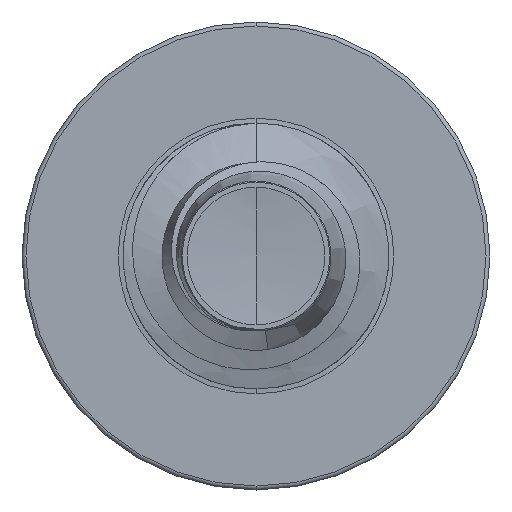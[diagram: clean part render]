
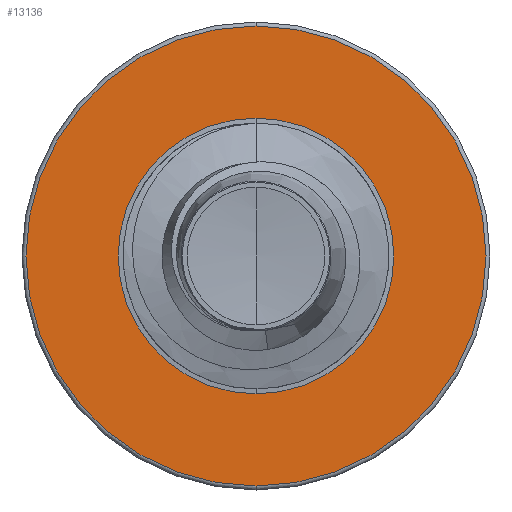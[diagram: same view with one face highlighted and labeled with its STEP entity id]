
A CAD part, front view. The second image highlights one B-rep face of the part: STEP entity #13136.
In plain terms, the highlighted planar face has unit normal (0, -1, 0).
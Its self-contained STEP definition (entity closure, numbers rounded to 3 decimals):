
#225 = VERTEX_POINT ( 'NONE', #15719 ) ;
#834 = DIRECTION ( 'NONE',  ( 0., 0., 1. ) ) ;
#1251 = EDGE_CURVE ( 'NONE', #10366, #225, #13578, .T. ) ;
#1725 = AXIS2_PLACEMENT_3D ( 'NONE', #8234, #16796, #9692 ) ;
#2076 = VERTEX_POINT ( 'NONE', #8845 ) ;
#4036 = ORIENTED_EDGE ( 'NONE', *, *, #1251, .F. ) ;
#5649 = AXIS2_PLACEMENT_3D ( 'NONE', #15822, #16890, #9811 ) ;
#7625 = FACE_BOUND ( 'NONE', #9817, .T. ) ;
#7873 = ORIENTED_EDGE ( 'NONE', *, *, #14791, .T. ) ;
#8234 = CARTESIAN_POINT ( 'NONE',  ( 0., 8., 0. ) ) ;
#8451 = ORIENTED_EDGE ( 'NONE', *, *, #15002, .T. ) ;
#8845 = CARTESIAN_POINT ( 'NONE',  ( 0., 8., -1.296 ) ) ;
#8971 = CIRCLE ( 'NONE', #15286, 1.296 ) ;
#9692 = DIRECTION ( 'NONE',  ( 0., 0., 1. ) ) ;
#9811 = DIRECTION ( 'NONE',  ( 0., 0., 1. ) ) ;
#9817 = EDGE_LOOP ( 'NONE', ( #8451, #7873 ) ) ;
#9946 = DIRECTION ( 'NONE',  ( 0., 0., 1. ) ) ;
#9951 = DIRECTION ( 'NONE',  ( 0., 1., 0. ) ) ;
#9964 = CARTESIAN_POINT ( 'NONE',  ( 0., 8., 0. ) ) ;
#10271 = DIRECTION ( 'NONE',  ( 0., 1., 0. ) ) ;
#10366 = VERTEX_POINT ( 'NONE', #14433 ) ;
#10940 = DIRECTION ( 'NONE',  ( 0., 1., 0. ) ) ;
#10952 = AXIS2_PLACEMENT_3D ( 'NONE', #17694, #10940, #834 ) ;
#11656 = AXIS2_PLACEMENT_3D ( 'NONE', #9964, #9951, #9946 ) ;
#12633 = ORIENTED_EDGE ( 'NONE', *, *, #12981, .F. ) ;
#12726 = CARTESIAN_POINT ( 'NONE',  ( 0., 8., 1.296 ) ) ;
#12981 = EDGE_CURVE ( 'NONE', #225, #10366, #14874, .T. ) ;
#13136 = ADVANCED_FACE ( 'NONE', ( #17062, #7625 ), #13416, .F. ) ;
#13416 = PLANE ( 'NONE',  #5649 ) ;
#13578 = CIRCLE ( 'NONE', #11656, 2.163 ) ;
#14433 = CARTESIAN_POINT ( 'NONE',  ( 0., 8., 2.163 ) ) ;
#14791 = EDGE_CURVE ( 'NONE', #2076, #16198, #8971, .T. ) ;
#14874 = CIRCLE ( 'NONE', #1725, 2.163 ) ;
#15002 = EDGE_CURVE ( 'NONE', #16198, #2076, #17035, .T. ) ;
#15286 = AXIS2_PLACEMENT_3D ( 'NONE', #17245, #10271, #18093 ) ;
#15719 = CARTESIAN_POINT ( 'NONE',  ( 0., 8., -2.162 ) ) ;
#15822 = CARTESIAN_POINT ( 'NONE',  ( 0., 8., -1.296 ) ) ;
#16198 = VERTEX_POINT ( 'NONE', #12726 ) ;
#16796 = DIRECTION ( 'NONE',  ( 0., 1., 0. ) ) ;
#16890 = DIRECTION ( 'NONE',  ( 0., 1., 0. ) ) ;
#17035 = CIRCLE ( 'NONE', #10952, 1.296 ) ;
#17062 = FACE_OUTER_BOUND ( 'NONE', #18096, .T. ) ;
#17245 = CARTESIAN_POINT ( 'NONE',  ( 0., 8., 0. ) ) ;
#17694 = CARTESIAN_POINT ( 'NONE',  ( 0., 8., 0. ) ) ;
#18093 = DIRECTION ( 'NONE',  ( 0., 0., 1. ) ) ;
#18096 = EDGE_LOOP ( 'NONE', ( #4036, #12633 ) ) ;
